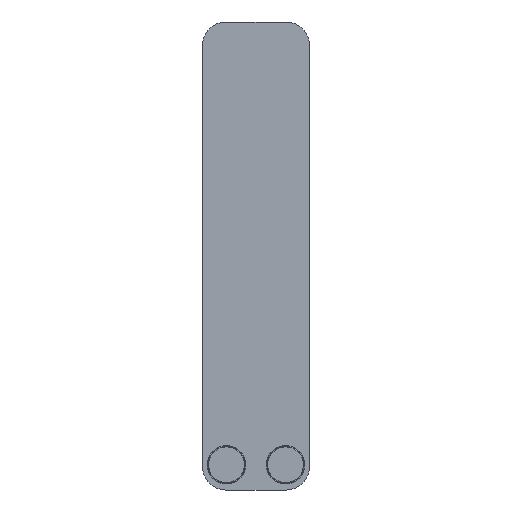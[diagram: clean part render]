
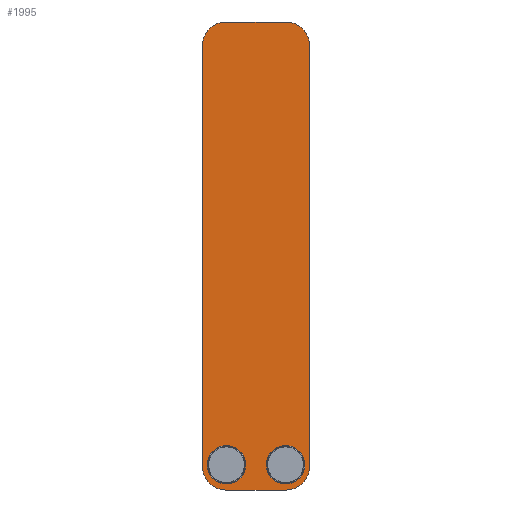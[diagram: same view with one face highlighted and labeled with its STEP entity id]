
A CAD part, front view. The second image highlights one B-rep face of the part: STEP entity #1995.
In plain terms, the highlighted planar face has unit normal (0, -1, 0).
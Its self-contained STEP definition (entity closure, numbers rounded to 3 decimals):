
#273=FACE_OUTER_BOUND('',#453,.T.);
#453=EDGE_LOOP('',(#1674,#1675,#1676,#1677,#1678,#1679,#1680,#1681));
#698=VERTEX_POINT('',#12576);
#699=VERTEX_POINT('',#12578);
#700=VERTEX_POINT('',#12582);
#701=VERTEX_POINT('',#12586);
#702=VERTEX_POINT('',#12590);
#703=VERTEX_POINT('',#12594);
#704=VERTEX_POINT('',#12598);
#705=VERTEX_POINT('',#12602);
#1027=EDGE_CURVE('',#699,#698,#5281,.T.);
#1030=EDGE_CURVE('',#698,#700,#2635,.T.);
#1032=EDGE_CURVE('',#700,#701,#5285,.T.);
#1034=EDGE_CURVE('',#701,#702,#2636,.T.);
#1036=EDGE_CURVE('',#702,#703,#5288,.T.);
#1038=EDGE_CURVE('',#703,#704,#2637,.T.);
#1039=EDGE_CURVE('',#704,#705,#5290,.T.);
#1040=EDGE_CURVE('',#705,#699,#2638,.T.);
#1674=ORIENTED_EDGE('',*,*,#1039,.T.);
#1675=ORIENTED_EDGE('',*,*,#1040,.T.);
#1676=ORIENTED_EDGE('',*,*,#1027,.T.);
#1677=ORIENTED_EDGE('',*,*,#1030,.T.);
#1678=ORIENTED_EDGE('',*,*,#1032,.T.);
#1679=ORIENTED_EDGE('',*,*,#1034,.T.);
#1680=ORIENTED_EDGE('',*,*,#1036,.T.);
#1681=ORIENTED_EDGE('',*,*,#1038,.T.);
#1846=PLANE('',#6731);
#1995=ADVANCED_FACE('',(#273),#1846,.T.);
#2635=CIRCLE('',#6724,27.);
#2636=CIRCLE('',#6727,27.);
#2637=CIRCLE('',#6730,27.);
#2638=CIRCLE('',#6732,27.);
#5281=LINE('',#12579,#5973);
#5285=LINE('',#12588,#5977);
#5288=LINE('',#12596,#5980);
#5290=LINE('',#12603,#5982);
#5973=VECTOR('',#8898,10.);
#5977=VECTOR('',#8908,10.);
#5980=VECTOR('',#8917,10.);
#5982=VECTOR('',#8925,10.);
#6724=AXIS2_PLACEMENT_3D('',#12584,#8903,#8904);
#6727=AXIS2_PLACEMENT_3D('',#12592,#8912,#8913);
#6730=AXIS2_PLACEMENT_3D('',#12600,#8921,#8922);
#6731=AXIS2_PLACEMENT_3D('',#12601,#8923,#8924);
#6732=AXIS2_PLACEMENT_3D('',#12604,#8926,#8927);
#8898=DIRECTION('',(1.,0.,0.));
#8903=DIRECTION('center_axis',(0.,-1.,0.));
#8904=DIRECTION('ref_axis',(0.,0.,-1.));
#8908=DIRECTION('',(0.,0.,1.));
#8912=DIRECTION('center_axis',(0.,-1.,0.));
#8913=DIRECTION('ref_axis',(1.,0.,0.));
#8917=DIRECTION('',(-1.,0.,0.));
#8921=DIRECTION('center_axis',(0.,-1.,0.));
#8922=DIRECTION('ref_axis',(0.,0.,
1.));
#8923=DIRECTION('center_axis',(0.,-1.,0.));
#8924=DIRECTION('ref_axis',(1.,0.,0.));
#8925=DIRECTION('',(0.,0.,-1.));
#8926=DIRECTION('center_axis',(0.,-1.,0.));
#8927=DIRECTION('ref_axis',(-1.,0.,0.));
#12576=CARTESIAN_POINT('',(34.5,0.,0.));
#12578=CARTESIAN_POINT('',(-34.5,0.,0.));
#12579=CARTESIAN_POINT('',(-34.5,0.,0.));
#12582=CARTESIAN_POINT('',(61.5,0.,27.));
#12584=CARTESIAN_POINT('Origin',(34.5,0.,27.));
#12586=CARTESIAN_POINT('',(61.5,0.,511.));
#12588=CARTESIAN_POINT('',(61.5,0.,27.));
#12590=CARTESIAN_POINT('',(34.5,0.,538.));
#12592=CARTESIAN_POINT('Origin',(34.5,0.,511.));
#12594=CARTESIAN_POINT('',(-34.5,0.,538.));
#12596=CARTESIAN_POINT('',(34.5,0.,538.));
#12598=CARTESIAN_POINT('',(-61.5,0.,511.));
#12600=CARTESIAN_POINT('Origin',(-34.5,0.,511.));
#12601=CARTESIAN_POINT('Origin',(0.,0.,
143.));
#12602=CARTESIAN_POINT('',(-61.5,0.,27.));
#12603=CARTESIAN_POINT('',(-61.5,0.,259.));
#12604=CARTESIAN_POINT('Origin',(-34.5,0.,27.));
